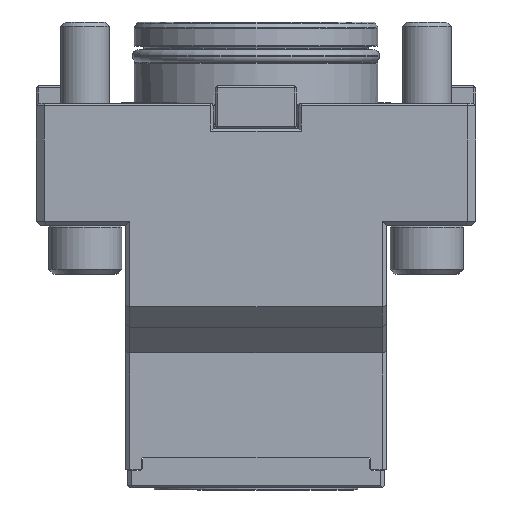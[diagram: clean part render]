
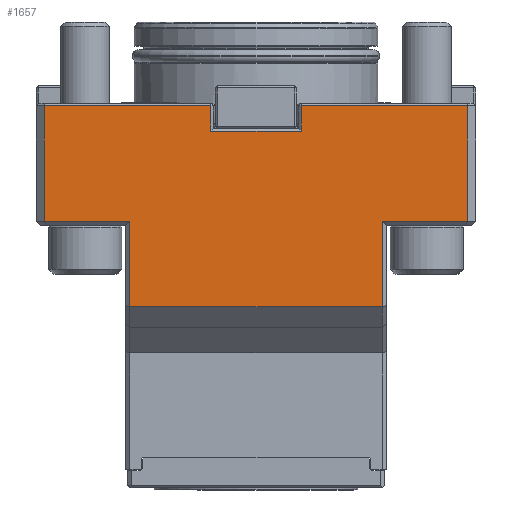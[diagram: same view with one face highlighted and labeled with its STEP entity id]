
A CAD part, left-side view. The second image highlights one B-rep face of the part: STEP entity #1657.
In plain terms, the highlighted planar face has unit normal (-1, 0, 0).
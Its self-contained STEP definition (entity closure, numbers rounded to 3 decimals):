
#336=LINE('',#8912,#952);
#338=LINE('',#8915,#954);
#346=LINE('',#8948,#962);
#359=LINE('',#9007,#975);
#373=LINE('',#9054,#989);
#381=LINE('',#9071,#997);
#382=LINE('',#9073,#998);
#383=LINE('',#9075,#999);
#384=LINE('',#9076,#1000);
#385=LINE('',#9078,#1001);
#386=LINE('',#9080,#1002);
#387=LINE('',#9081,#1003);
#952=VECTOR('',#7019,1.);
#954=VECTOR('',#7023,1.);
#962=VECTOR('',#7051,1.);
#975=VECTOR('',#7102,1.);
#989=VECTOR('',#7146,1.);
#997=VECTOR('',#7160,1.);
#998=VECTOR('',#7161,1.);
#999=VECTOR('',#7162,1.);
#1000=VECTOR('',#7163,1.);
#1001=VECTOR('',#7164,1.);
#1002=VECTOR('',#7165,1.);
#1003=VECTOR('',#7166,1.);
#1657=ADVANCED_FACE('',(#2224),#1959,.F.);
#1959=PLANE('',#6063);
#2224=FACE_OUTER_BOUND('',#2612,.T.);
#2612=EDGE_LOOP('',(#3521,#3522,#3523,#3524,#3525,#3526,#3527,#3528,#3529,
#3530,#3531,#3532));
#3521=ORIENTED_EDGE('',*,*,#5302,.T.);
#3522=ORIENTED_EDGE('',*,*,#5303,.T.);
#3523=ORIENTED_EDGE('',*,*,#5304,.T.);
#3524=ORIENTED_EDGE('',*,*,#5294,.T.);
#3525=ORIENTED_EDGE('',*,*,#5305,.T.);
#3526=ORIENTED_EDGE('',*,*,#5306,.T.);
#3527=ORIENTED_EDGE('',*,*,#5307,.T.);
#3528=ORIENTED_EDGE('',*,*,#5273,.T.);
#3529=ORIENTED_EDGE('',*,*,#5233,.T.);
#3530=ORIENTED_EDGE('',*,*,#5308,.T.);
#3531=ORIENTED_EDGE('',*,*,#5235,.T.);
#3532=ORIENTED_EDGE('',*,*,#5249,.T.);
#4656=VERTEX_POINT('',#8897);
#4659=VERTEX_POINT('',#8906);
#4661=VERTEX_POINT('',#8911);
#4662=VERTEX_POINT('',#8916);
#4668=VERTEX_POINT('',#8947);
#4680=VERTEX_POINT('',#9008);
#4690=VERTEX_POINT('',#9055);
#4691=VERTEX_POINT('',#9056);
#4696=VERTEX_POINT('',#9072);
#4697=VERTEX_POINT('',#9074);
#4698=VERTEX_POINT('',#9077);
#4699=VERTEX_POINT('',#9079);
#5233=EDGE_CURVE('',#4659,#4661,#336,.T.);
#5235=EDGE_CURVE('',#4662,#4656,#338,.T.);
#5249=EDGE_CURVE('',#4656,#4668,#346,.T.);
#5273=EDGE_CURVE('',#4680,#4659,#359,.T.);
#5294=EDGE_CURVE('',#4690,#4691,#373,.T.);
#5302=EDGE_CURVE('',#4668,#4696,#381,.T.);
#5303=EDGE_CURVE('',#4696,#4697,#382,.T.);
#5304=EDGE_CURVE('',#4697,#4690,#383,.T.);
#5305=EDGE_CURVE('',#4691,#4698,#384,.T.);
#5306=EDGE_CURVE('',#4698,#4699,#385,.T.);
#5307=EDGE_CURVE('',#4699,#4680,#386,.T.);
#5308=EDGE_CURVE('',#4661,#4662,#387,.T.);
#6063=AXIS2_PLACEMENT_3D('',#9082,#7167,#7168);
#7019=DIRECTION('',(0.,0.,-1.));
#7023=DIRECTION('',(0.,0.,1.));
#7051=DIRECTION('',(0.,1.,0.));
#7102=DIRECTION('',(0.,1.,0.));
#7146=DIRECTION('',(0.,-1.,0.));
#7160=DIRECTION('',(0.,0.,-1.));
#7161=DIRECTION('',(0.,-1.,0.));
#7162=DIRECTION('',(0.,0.,-1.));
#7163=DIRECTION('',(0.,0.,1.));
#7164=DIRECTION('',(0.,-1.,0.));
#7165=DIRECTION('',(0.,0.,1.));
#7166=DIRECTION('',(0.,1.,0.));
#7167=DIRECTION('',(1.,0.,0.));
#7168=DIRECTION('',(0.,0.,1.));
#8897=CARTESIAN_POINT('',(-65.,11.1,-0.6));
#8906=CARTESIAN_POINT('',(-65.,-11.1,-0.6));
#8911=CARTESIAN_POINT('',(-65.,-11.1,-6.8));
#8912=CARTESIAN_POINT('',(-65.,-11.1,-90.));
#8915=CARTESIAN_POINT('',(-65.,11.1,-90.));
#8916=CARTESIAN_POINT('',(-65.,11.1,-6.8));
#8947=CARTESIAN_POINT('',(-65.,52.,-0.6));
#8948=CARTESIAN_POINT('',(-65.,-54.,-0.6));
#9007=CARTESIAN_POINT('',(-65.,-54.,-0.6));
#9008=CARTESIAN_POINT('',(-65.,-52.,-0.6));
#9054=CARTESIAN_POINT('',(-65.,159.478,-50.));
#9055=CARTESIAN_POINT('',(-65.,31.,-50.));
#9056=CARTESIAN_POINT('',(-65.,-31.,-50.));
#9071=CARTESIAN_POINT('',(-65.,52.,-90.));
#9072=CARTESIAN_POINT('',(-65.,52.,-29.));
#9073=CARTESIAN_POINT('',(-65.,-54.,-29.));
#9074=CARTESIAN_POINT('',(-65.,31.,-29.));
#9075=CARTESIAN_POINT('',(-65.,31.,-90.));
#9076=CARTESIAN_POINT('',(-65.,-31.,-90.));
#9077=CARTESIAN_POINT('',(-65.,-31.,-29.));
#9078=CARTESIAN_POINT('',(-65.,-54.,-29.));
#9079=CARTESIAN_POINT('',(-65.,-52.,-29.));
#9080=CARTESIAN_POINT('',(-65.,-52.,-90.));
#9081=CARTESIAN_POINT('',(-65.,10.5,-6.8));
#9082=CARTESIAN_POINT('',(-65.,-54.,-90.));
